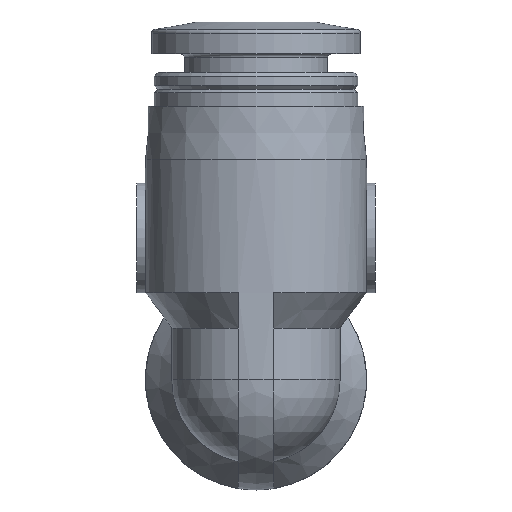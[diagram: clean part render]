
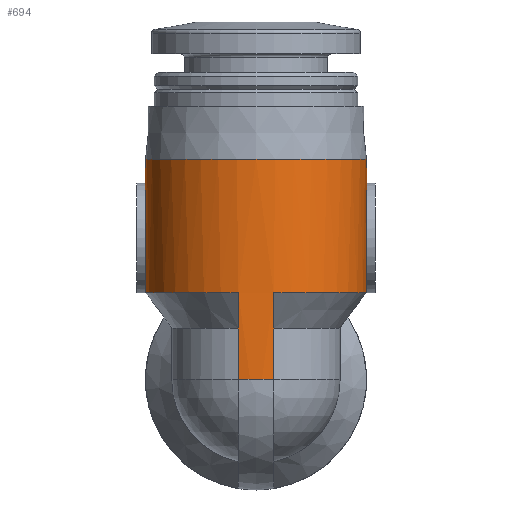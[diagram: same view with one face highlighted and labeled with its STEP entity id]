
A CAD part, left-side view. The second image highlights one B-rep face of the part: STEP entity #694.
In plain terms, the highlighted cylindrical face has radius 6.25 mm (diameter 12.5 mm), a full revolution.
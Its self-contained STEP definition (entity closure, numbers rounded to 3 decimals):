
#60=LINE('',#1213,#68);
#61=LINE('',#1217,#69);
#68=VECTOR('',#920,1000.);
#69=VECTOR('',#923,1000.);
#75=B_SPLINE_CURVE_WITH_KNOTS('',3,(#1194,#1195,#1196,#1197,#1198,#1199,
#1200,#1201,#1202,#1203,#1204,#1205,#1206,#1207,#1208,#1209,#1210),
 .UNSPECIFIED.,.F.,.F.,(4,1,1,1,1,1,1,1,1,1,1,1,1,1,4),(0.002,
0.003,0.004,0.006,0.007,
0.008,0.009,0.011,0.013,
0.014,0.015,0.016,0.017,
0.018,0.019),.UNSPECIFIED.);
#83=ELLIPSE('',#769,8.839,6.25);
#84=ELLIPSE('',#773,8.839,6.25);
#99=ORIENTED_EDGE('',*,*,#265,.F.);
#100=ORIENTED_EDGE('',*,*,#266,.F.);
#101=ORIENTED_EDGE('',*,*,#264,.T.);
#102=ORIENTED_EDGE('',*,*,#267,.T.);
#103=ORIENTED_EDGE('',*,*,#268,.T.);
#104=ORIENTED_EDGE('',*,*,#269,.T.);
#105=ORIENTED_EDGE('',*,*,#270,.F.);
#106=ORIENTED_EDGE('',*,*,#271,.T.);
#107=ORIENTED_EDGE('',*,*,#258,.T.);
#258=EDGE_CURVE('',#342,#340,#83,.F.);
#264=EDGE_CURVE('',#341,#347,#84,.F.);
#265=EDGE_CURVE('',#348,#348,#410,.T.);
#266=EDGE_CURVE('',#341,#340,#75,.T.);
#267=EDGE_CURVE('',#347,#349,#411,.T.);
#268=EDGE_CURVE('',#349,#350,#60,.T.);
#269=EDGE_CURVE('',#350,#351,#412,.T.);
#270=EDGE_CURVE('',#352,#351,#61,.T.);
#271=EDGE_CURVE('',#352,#342,#413,.T.);
#340=VERTEX_POINT('',#1176);
#341=VERTEX_POINT('',#1177);
#342=VERTEX_POINT('',#1179);
#347=VERTEX_POINT('',#1189);
#348=VERTEX_POINT('',#1193);
#349=VERTEX_POINT('',#1212);
#350=VERTEX_POINT('',#1214);
#351=VERTEX_POINT('',#1216);
#352=VERTEX_POINT('',#1218);
#410=CIRCLE('',#775,6.25);
#411=CIRCLE('',#776,6.25);
#412=CIRCLE('',#777,6.25);
#413=CIRCLE('',#778,6.25);
#470=EDGE_LOOP('',(#99));
#471=EDGE_LOOP('',(#100,#101,#102,#103,#104,#105,#106,#107));
#573=FACE_BOUND('',#470,.T.);
#574=FACE_BOUND('',#471,.T.);
#674=CYLINDRICAL_SURFACE('',#774,6.25);
#694=ADVANCED_FACE('',(#573,#574),#674,.T.);
#769=AXIS2_PLACEMENT_3D('',#1178,#902,#903);
#773=AXIS2_PLACEMENT_3D('',#1190,#912,#913);
#774=AXIS2_PLACEMENT_3D('',#1191,#914,#915);
#775=AXIS2_PLACEMENT_3D('',#1192,#916,#917);
#776=AXIS2_PLACEMENT_3D('',#1211,#918,#919);
#777=AXIS2_PLACEMENT_3D('',#1215,#921,#922);
#778=AXIS2_PLACEMENT_3D('',#1219,#924,#925);
#902=DIRECTION('',(0.707,0.,-0.707));
#903=DIRECTION('',(0.707,0.,0.707));
#912=DIRECTION('',(0.707,0.,-0.707));
#913=DIRECTION('',(0.707,0.,0.707));
#914=DIRECTION('',(0.,0.,1.));
#915=DIRECTION('',(1.,0.,0.));
#916=DIRECTION('',(0.,0.,1.));
#917=DIRECTION('',(1.,0.,0.));
#918=DIRECTION('',(0.,0.,1.));
#919=DIRECTION('',(1.,0.,0.));
#920=DIRECTION('',(0.,0.,-1.));
#921=DIRECTION('',(0.,0.,1.));
#922=DIRECTION('',(1.,0.,0.));
#923=DIRECTION('',(0.,0.,-1.));
#924=DIRECTION('',(0.,0.,1.));
#925=DIRECTION('',(1.,0.,0.));
#1176=CARTESIAN_POINT('',(5.808,-2.309,5.808));
#1177=CARTESIAN_POINT('',(5.808,2.309,5.808));
#1178=CARTESIAN_POINT('',(0.,0.,0.));
#1179=CARTESIAN_POINT('',(4.9,-3.88,4.9));
#1189=CARTESIAN_POINT('',(4.9,3.88,4.9));
#1190=CARTESIAN_POINT('',(0.,0.,0.));
#1191=CARTESIAN_POINT('',(0.,0.,20.2));
#1192=CARTESIAN_POINT('',(0.,0.,12.45));
#1193=CARTESIAN_POINT('',(6.25,0.,12.45));
#1194=CARTESIAN_POINT('',(5.808,2.309,5.808));
#1195=CARTESIAN_POINT('',(5.686,2.615,5.93));
#1196=CARTESIAN_POINT('',(5.399,3.188,6.254));
#1197=CARTESIAN_POINT('',(4.984,3.781,7.072));
#1198=CARTESIAN_POINT('',(4.839,3.954,8.15));
#1199=CARTESIAN_POINT('',(5.082,3.656,9.186));
#1200=CARTESIAN_POINT('',(5.523,2.974,9.908));
#1201=CARTESIAN_POINT('',(6.062,1.769,10.454));
#1202=CARTESIAN_POINT('',(6.375,0.,10.629));
#1203=CARTESIAN_POINT('',(6.064,-1.764,10.455));
#1204=CARTESIAN_POINT('',(5.525,-2.971,9.91));
#1205=CARTESIAN_POINT('',(5.084,-3.653,9.189));
#1206=CARTESIAN_POINT('',(4.839,-3.954,8.159));
#1207=CARTESIAN_POINT('',(4.982,-3.783,7.075));
#1208=CARTESIAN_POINT('',(5.399,-3.188,6.254));
#1209=CARTESIAN_POINT('',(5.685,-2.618,5.931));
#1210=CARTESIAN_POINT('',(5.808,-2.309,5.808));
#1211=CARTESIAN_POINT('',(0.,0.,4.9));
#1212=CARTESIAN_POINT('',(-6.169,1.,4.9));
#1213=CARTESIAN_POINT('',(-6.169,1.,4.9));
#1214=CARTESIAN_POINT('',(-6.169,1.,0.));
#1215=CARTESIAN_POINT('',(0.,0.,0.));
#1216=CARTESIAN_POINT('',(-6.169,-1.,0.));
#1217=CARTESIAN_POINT('',(-6.169,-1.,4.9));
#1218=CARTESIAN_POINT('',(-6.169,-1.,4.9));
#1219=CARTESIAN_POINT('',(0.,0.,4.9));
